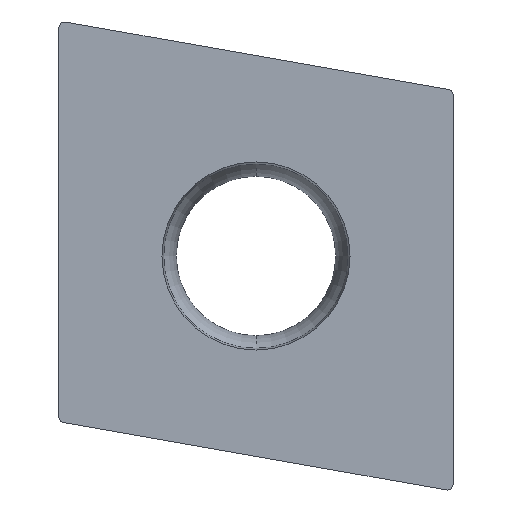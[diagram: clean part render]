
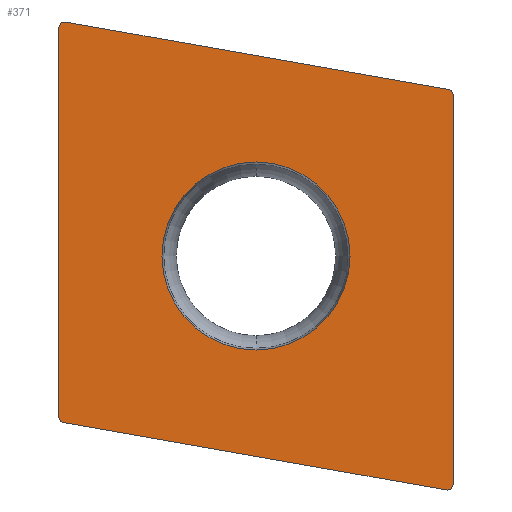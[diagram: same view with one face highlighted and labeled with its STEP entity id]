
A CAD part, left-side view. The second image highlights one B-rep face of the part: STEP entity #371.
In plain terms, the highlighted planar face has unit normal (-1, 0, 0).
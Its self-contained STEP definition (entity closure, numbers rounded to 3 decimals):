
#9=DIRECTION('',(0.,0.,-1.));
#10=VECTOR('',#9,12.49);
#11=CARTESIAN_POINT('',(0.,0.,12.728));
#12=LINE('',#11,#10);
#17=CARTESIAN_POINT('',(0.,0.2,0.238));
#18=DIRECTION('',(-1.,0.,0.));
#19=DIRECTION('',(0.,0.174,-0.985));
#20=AXIS2_PLACEMENT_3D('',#17,#18,#19);
#25=DIRECTION('',(0.,0.985,0.174));
#26=VECTOR('',#25,12.49);
#27=CARTESIAN_POINT('',(0.,0.235,0.041));
#28=LINE('',#27,#26);
#32=CARTESIAN_POINT('',(0.,12.5,2.407));
#33=DIRECTION('',(-1.,0.,0.));
#34=DIRECTION('',(0.,1.,0.));
#35=AXIS2_PLACEMENT_3D('',#32,#33,#34);
#40=DIRECTION('',(0.,0.,1.));
#41=VECTOR('',#40,12.49);
#42=CARTESIAN_POINT('',(0.,12.7,2.407));
#43=LINE('',#42,#41);
#47=CARTESIAN_POINT('',(0.,12.5,14.897));
#48=DIRECTION('',(-1.,0.,0.));
#49=DIRECTION('',(0.,-0.174,0.985));
#50=AXIS2_PLACEMENT_3D('',#47,#48,#49);
#55=DIRECTION('',(0.,-0.985,-0.174));
#56=VECTOR('',#55,12.49);
#57=CARTESIAN_POINT('',(0.,12.465,15.094));
#58=LINE('',#57,#56);
#62=CARTESIAN_POINT('',(0.,0.2,12.728));
#63=DIRECTION('',(-1.,0.,0.));
#64=DIRECTION('',(0.,-1.,0.));
#65=AXIS2_PLACEMENT_3D('',#62,#63,#64);
#70=CARTESIAN_POINT('',(0.,6.35,7.568));
#71=DIRECTION('',(1.,0.,0.));
#72=DIRECTION('',(0.,0.,-1.));
#73=AXIS2_PLACEMENT_3D('',#70,#71,#72);
#78=CARTESIAN_POINT('',(0.,6.35,7.568));
#79=DIRECTION('',(1.,0.,0.));
#80=DIRECTION('',(0.,0.,1.));
#81=AXIS2_PLACEMENT_3D('',#78,#79,#80);
#302=CARTESIAN_POINT('',(0.,6.35,4.543));
#303=CARTESIAN_POINT('',(0.,6.35,10.593));
#304=VERTEX_POINT('',#302);
#305=VERTEX_POINT('',#303);
#310=CARTESIAN_POINT('',(0.,0.,12.728));
#311=CARTESIAN_POINT('',(0.,0.,0.238));
#312=VERTEX_POINT('',#310);
#313=VERTEX_POINT('',#311);
#314=CARTESIAN_POINT('',(0.,0.235,0.041));
#315=CARTESIAN_POINT('',(0.,12.535,2.21));
#316=VERTEX_POINT('',#314);
#317=VERTEX_POINT('',#315);
#326=CARTESIAN_POINT('',(0.,12.465,15.094));
#327=CARTESIAN_POINT('',(0.,0.165,12.925));
#328=VERTEX_POINT('',#326);
#329=VERTEX_POINT('',#327);
#330=CARTESIAN_POINT('',(0.,12.7,2.407));
#331=CARTESIAN_POINT('',(0.,12.7,14.897));
#332=VERTEX_POINT('',#330);
#333=VERTEX_POINT('',#331);
#342=CARTESIAN_POINT('',(0.,0.,0.));
#343=DIRECTION('',(-1.,0.,0.));
#344=DIRECTION('',(0.,0.,1.));
#345=AXIS2_PLACEMENT_3D('',#342,#343,#344);
#346=PLANE('',#345);
#348=ORIENTED_EDGE('',*,*,#347,.T.);
#350=ORIENTED_EDGE('',*,*,#349,.F.);
#352=ORIENTED_EDGE('',*,*,#351,.T.);
#354=ORIENTED_EDGE('',*,*,#353,.F.);
#356=ORIENTED_EDGE('',*,*,#355,.T.);
#358=ORIENTED_EDGE('',*,*,#357,.F.);
#360=ORIENTED_EDGE('',*,*,#359,.T.);
#362=ORIENTED_EDGE('',*,*,#361,.F.);
#363=EDGE_LOOP('',(#348,#350,#352,#354,#356,#358,#360,#362));
#364=FACE_OUTER_BOUND('',#363,.F.);
#366=ORIENTED_EDGE('',*,*,#365,.F.);
#368=ORIENTED_EDGE('',*,*,#367,.F.);
#369=EDGE_LOOP('',(#366,#368));
#370=FACE_BOUND('',#369,.F.);
#21=CIRCLE('',#20,0.2);
#36=CIRCLE('',#35,0.2);
#51=CIRCLE('',#50,0.2);
#66=CIRCLE('',#65,0.2);
#74=CIRCLE('',#73,3.025);
#82=CIRCLE('',#81,3.025);
#347=EDGE_CURVE('',#312,#313,#12,.T.);
#349=EDGE_CURVE('',#316,#313,#21,.T.);
#351=EDGE_CURVE('',#316,#317,#28,.T.);
#353=EDGE_CURVE('',#332,#317,#36,.T.);
#355=EDGE_CURVE('',#332,#333,#43,.T.);
#357=EDGE_CURVE('',#328,#333,#51,.T.);
#359=EDGE_CURVE('',#328,#329,#58,.T.);
#361=EDGE_CURVE('',#312,#329,#66,.T.);
#365=EDGE_CURVE('',#304,#305,#74,.T.);
#367=EDGE_CURVE('',#305,#304,#82,.T.);
#371=ADVANCED_FACE('',(#364,#370),#346,.T.);
